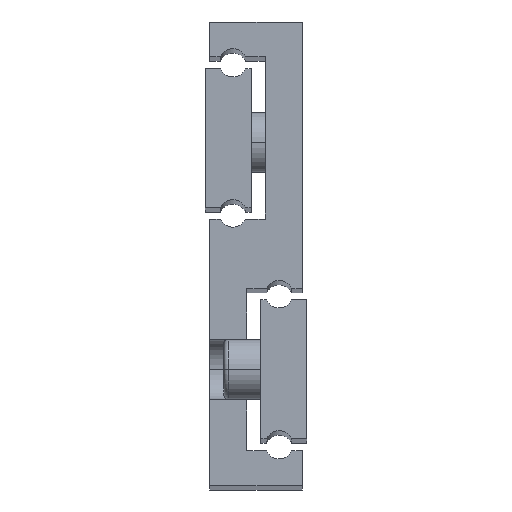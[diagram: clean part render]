
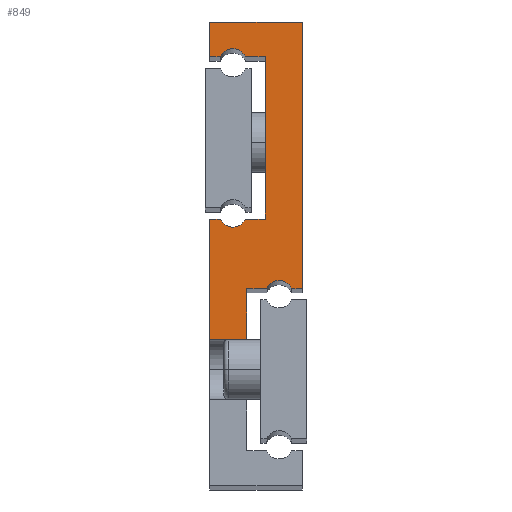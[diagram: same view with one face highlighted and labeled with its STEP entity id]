
A CAD part, top view. The second image highlights one B-rep face of the part: STEP entity #849.
In plain terms, the highlighted planar face has unit normal (0, 0, 1).
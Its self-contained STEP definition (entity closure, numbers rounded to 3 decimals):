
#3 = DIRECTION ( 'NONE',  ( 0., 0., -1. ) ) ;
#60 = CIRCLE ( 'NONE', #1852, 3. ) ;
#87 = LINE ( 'NONE', #1292, #1243 ) ;
#99 = CARTESIAN_POINT ( 'NONE',  ( 20., 42.5, 275. ) ) ;
#104 = EDGE_CURVE ( 'NONE', #1518, #1275, #60, .T. ) ;
#121 = ORIENTED_EDGE ( 'NONE', *, *, #1903, .T. ) ;
#127 = VECTOR ( 'NONE', #776, 1000. ) ;
#137 = DIRECTION ( 'NONE',  ( 1., 0., 0. ) ) ;
#141 = DIRECTION ( 'NONE',  ( 1., 0., 0. ) ) ;
#177 = DIRECTION ( 'NONE',  ( 0., 0., -1. ) ) ;
#185 = ORIENTED_EDGE ( 'NONE', *, *, #1270, .T. ) ;
#195 = CARTESIAN_POINT ( 'NONE',  ( 0., 100., 275. ) ) ;
#196 = VERTEX_POINT ( 'NONE', #1258 ) ;
#232 = CARTESIAN_POINT ( 'NONE',  ( 0., 31.5, 275. ) ) ;
#233 = VECTOR ( 'NONE', #430, 1000. ) ;
#241 = CARTESIAN_POINT ( 'NONE',  ( 8., 7.5, 275. ) ) ;
#258 = CARTESIAN_POINT ( 'NONE',  ( 0., 100., 275. ) ) ;
#267 = ORIENTED_EDGE ( 'NONE', *, *, #536, .T. ) ;
#276 = CARTESIAN_POINT ( 'NONE',  ( 7.727, 92.5, 275. ) ) ;
#296 = DIRECTION ( 'NONE',  ( 0., 1., 0. ) ) ;
#305 = CARTESIAN_POINT ( 'NONE',  ( 12., 92.5, 275. ) ) ;
#327 = VERTEX_POINT ( 'NONE', #786 ) ;
#430 = DIRECTION ( 'NONE',  ( 1., 0., 0. ) ) ;
#431 = DIRECTION ( 'NONE',  ( 1., 0., 0. ) ) ;
#439 = ORIENTED_EDGE ( 'NONE', *, *, #633, .T. ) ;
#474 = CARTESIAN_POINT ( 'NONE',  ( 8., 42.5, 275. ) ) ;
#488 = EDGE_CURVE ( 'NONE', #1933, #327, #1724, .T. ) ;
#536 = EDGE_CURVE ( 'NONE', #1275, #1446, #641, .T. ) ;
#547 = AXIS2_PLACEMENT_3D ( 'NONE', #2052, #177, #1726 ) ;
#553 = VERTEX_POINT ( 'NONE', #1939 ) ;
#574 = DIRECTION ( 'NONE',  ( 0., 0., -1. ) ) ;
#596 = EDGE_CURVE ( 'NONE', #553, #1097, #1578, .T. ) ;
#604 = DIRECTION ( 'NONE',  ( 1., 0., 0. ) ) ;
#618 = DIRECTION ( 'NONE',  ( 1., 0., 0. ) ) ;
#631 = EDGE_CURVE ( 'NONE', #685, #196, #87, .T. ) ;
#633 = EDGE_CURVE ( 'NONE', #327, #1518, #1312, .T. ) ;
#641 = LINE ( 'NONE', #2147, #1523 ) ;
#647 = DIRECTION ( 'NONE',  ( 0., 0., -1. ) ) ;
#654 = VERTEX_POINT ( 'NONE', #1801 ) ;
#673 = CARTESIAN_POINT ( 'NONE',  ( 2.273, 92.5, 275. ) ) ;
#685 = VERTEX_POINT ( 'NONE', #99 ) ;
#741 = VERTEX_POINT ( 'NONE', #1759 ) ;
#749 = ORIENTED_EDGE ( 'NONE', *, *, #104, .T. ) ;
#776 = DIRECTION ( 'NONE',  ( 0., -1., 0. ) ) ;
#786 = CARTESIAN_POINT ( 'NONE',  ( 0., 92.5, 275. ) ) ;
#794 = CIRCLE ( 'NONE', #1626, 3. ) ;
#841 = VECTOR ( 'NONE', #618, 1000. ) ;
#849 = ADVANCED_FACE ( 'NONE', ( #957 ), #1646, .F. ) ;
#876 = ORIENTED_EDGE ( 'NONE', *, *, #1785, .T. ) ;
#893 = CARTESIAN_POINT ( 'NONE',  ( 0., 0., 275. ) ) ;
#917 = DIRECTION ( 'NONE',  ( -1., 0., 0. ) ) ;
#953 = DIRECTION ( 'NONE',  ( 0., -1., 0. ) ) ;
#954 = LINE ( 'NONE', #1819, #1180 ) ;
#957 = FACE_OUTER_BOUND ( 'NONE', #1101, .T. ) ;
#1080 = EDGE_CURVE ( 'NONE', #2056, #2039, #2123, .T. ) ;
#1097 = VERTEX_POINT ( 'NONE', #474 ) ;
#1101 = EDGE_LOOP ( 'NONE', ( #1543, #876, #1644, #1407, #2090, #185, #1886, #1251, #1514, #439, #749, #267, #121, #1241, #1858, #1912 ) ) ;
#1102 = LINE ( 'NONE', #1800, #1355 ) ;
#1108 = CARTESIAN_POINT ( 'NONE',  ( 0., 57.5, 275. ) ) ;
#1147 = EDGE_CURVE ( 'NONE', #1097, #654, #1986, .T. ) ;
#1149 = EDGE_CURVE ( 'NONE', #1151, #1791, #954, .T. ) ;
#1151 = VERTEX_POINT ( 'NONE', #1982 ) ;
#1159 = DIRECTION ( 'NONE',  ( -1., 0., 0. ) ) ;
#1180 = VECTOR ( 'NONE', #1632, 1000. ) ;
#1241 = ORIENTED_EDGE ( 'NONE', *, *, #1149, .T. ) ;
#1243 = VECTOR ( 'NONE', #296, 1000. ) ;
#1251 = ORIENTED_EDGE ( 'NONE', *, *, #1628, .T. ) ;
#1258 = CARTESIAN_POINT ( 'NONE',  ( 20., 100., 275. ) ) ;
#1270 = EDGE_CURVE ( 'NONE', #2065, #685, #1421, .T. ) ;
#1275 = VERTEX_POINT ( 'NONE', #276 ) ;
#1287 = LINE ( 'NONE', #1108, #1744 ) ;
#1292 = CARTESIAN_POINT ( 'NONE',  ( 20., 100., 275. ) ) ;
#1312 = LINE ( 'NONE', #1973, #233 ) ;
#1351 = VECTOR ( 'NONE', #431, 1000. ) ;
#1355 = VECTOR ( 'NONE', #1615, 1000. ) ;
#1366 = DIRECTION ( 'NONE',  ( 0., -1., 0. ) ) ;
#1371 = CARTESIAN_POINT ( 'NONE',  ( 5., 91.25, 275. ) ) ;
#1386 = EDGE_CURVE ( 'NONE', #654, #2065, #794, .T. ) ;
#1407 = ORIENTED_EDGE ( 'NONE', *, *, #1147, .T. ) ;
#1421 = LINE ( 'NONE', #1463, #1351 ) ;
#1446 = VERTEX_POINT ( 'NONE', #305 ) ;
#1463 = CARTESIAN_POINT ( 'NONE',  ( 20., 42.5, 275. ) ) ;
#1472 = CARTESIAN_POINT ( 'NONE',  ( 7.727, 57.5, 275. ) ) ;
#1489 = LINE ( 'NONE', #1988, #841 ) ;
#1514 = ORIENTED_EDGE ( 'NONE', *, *, #488, .T. ) ;
#1518 = VERTEX_POINT ( 'NONE', #673 ) ;
#1523 = VECTOR ( 'NONE', #604, 1000. ) ;
#1543 = ORIENTED_EDGE ( 'NONE', *, *, #1080, .T. ) ;
#1578 = LINE ( 'NONE', #241, #1812 ) ;
#1615 = DIRECTION ( 'NONE',  ( -1., 0., 0. ) ) ;
#1626 = AXIS2_PLACEMENT_3D ( 'NONE', #2167, #647, #1159 ) ;
#1628 = EDGE_CURVE ( 'NONE', #196, #1933, #1102, .T. ) ;
#1632 = DIRECTION ( 'NONE',  ( -1., 0., 0. ) ) ;
#1633 = CARTESIAN_POINT ( 'NONE',  ( 5., 58.75, 275. ) ) ;
#1644 = ORIENTED_EDGE ( 'NONE', *, *, #596, .T. ) ;
#1646 = PLANE ( 'NONE',  #2030 ) ;
#1647 = CARTESIAN_POINT ( 'NONE',  ( 12.273, 42.5, 275. ) ) ;
#1665 = VECTOR ( 'NONE', #953, 1000. ) ;
#1705 = VECTOR ( 'NONE', #141, 1000. ) ;
#1724 = LINE ( 'NONE', #258, #1665 ) ;
#1726 = DIRECTION ( 'NONE',  ( -1., 0., 0. ) ) ;
#1733 = LINE ( 'NONE', #1869, #2099 ) ;
#1744 = VECTOR ( 'NONE', #917, 1000. ) ;
#1759 = CARTESIAN_POINT ( 'NONE',  ( 2.273, 57.5, 275. ) ) ;
#1761 = CARTESIAN_POINT ( 'NONE',  ( 0., 57.5, 275. ) ) ;
#1785 = EDGE_CURVE ( 'NONE', #2039, #553, #1489, .T. ) ;
#1791 = VERTEX_POINT ( 'NONE', #1472 ) ;
#1800 = CARTESIAN_POINT ( 'NONE',  ( 20., 100., 275. ) ) ;
#1801 = CARTESIAN_POINT ( 'NONE',  ( 12.273, 42.5, 275. ) ) ;
#1812 = VECTOR ( 'NONE', #1955, 1000. ) ;
#1819 = CARTESIAN_POINT ( 'NONE',  ( 7.727, 57.5, 275. ) ) ;
#1852 = AXIS2_PLACEMENT_3D ( 'NONE', #1371, #3, #137 ) ;
#1858 = ORIENTED_EDGE ( 'NONE', *, *, #1975, .T. ) ;
#1869 = CARTESIAN_POINT ( 'NONE',  ( 12., 92.5, 275. ) ) ;
#1886 = ORIENTED_EDGE ( 'NONE', *, *, #631, .T. ) ;
#1903 = EDGE_CURVE ( 'NONE', #1446, #1151, #1733, .T. ) ;
#1912 = ORIENTED_EDGE ( 'NONE', *, *, #2091, .T. ) ;
#1933 = VERTEX_POINT ( 'NONE', #195 ) ;
#1939 = CARTESIAN_POINT ( 'NONE',  ( 8., 31.5, 275. ) ) ;
#1949 = CARTESIAN_POINT ( 'NONE',  ( 17.727, 42.5, 275. ) ) ;
#1955 = DIRECTION ( 'NONE',  ( 0., 1., 0. ) ) ;
#1973 = CARTESIAN_POINT ( 'NONE',  ( 0., 92.5, 275. ) ) ;
#1975 = EDGE_CURVE ( 'NONE', #1791, #741, #2104, .T. ) ;
#1982 = CARTESIAN_POINT ( 'NONE',  ( 12., 57.5, 275. ) ) ;
#1984 = DIRECTION ( 'NONE',  ( -1., 0., 0. ) ) ;
#1986 = LINE ( 'NONE', #1647, #1705 ) ;
#1988 = CARTESIAN_POINT ( 'NONE',  ( 0., 31.5, 275. ) ) ;
#2030 = AXIS2_PLACEMENT_3D ( 'NONE', #1633, #574, #1984 ) ;
#2039 = VERTEX_POINT ( 'NONE', #232 ) ;
#2052 = CARTESIAN_POINT ( 'NONE',  ( 5., 58.75, 275. ) ) ;
#2056 = VERTEX_POINT ( 'NONE', #1761 ) ;
#2065 = VERTEX_POINT ( 'NONE', #1949 ) ;
#2090 = ORIENTED_EDGE ( 'NONE', *, *, #1386, .T. ) ;
#2091 = EDGE_CURVE ( 'NONE', #741, #2056, #1287, .T. ) ;
#2099 = VECTOR ( 'NONE', #1366, 1000. ) ;
#2104 = CIRCLE ( 'NONE', #547, 3. ) ;
#2123 = LINE ( 'NONE', #893, #127 ) ;
#2147 = CARTESIAN_POINT ( 'NONE',  ( 7.727, 92.5, 275. ) ) ;
#2167 = CARTESIAN_POINT ( 'NONE',  ( 15., 41.25, 275. ) ) ;
